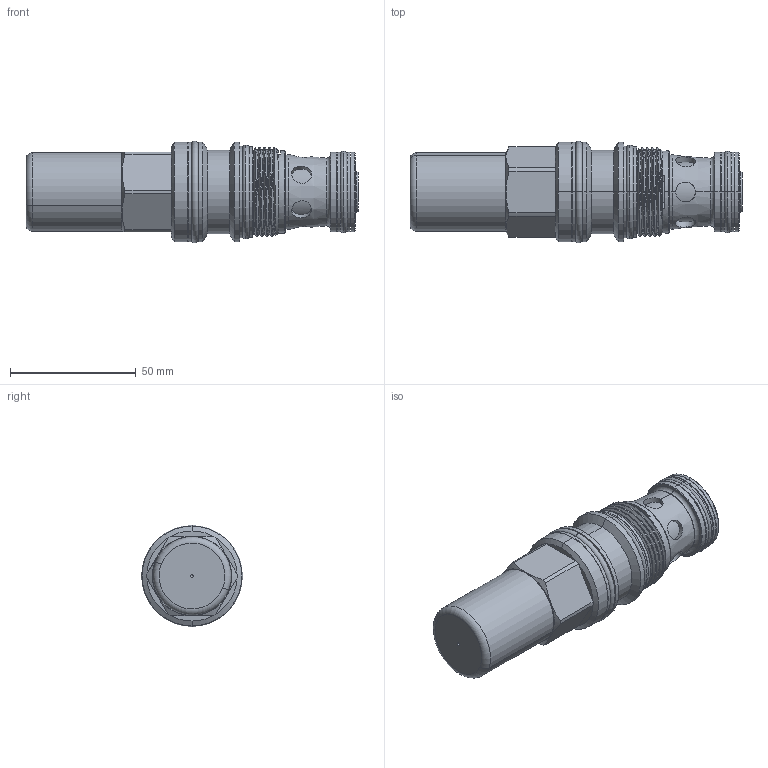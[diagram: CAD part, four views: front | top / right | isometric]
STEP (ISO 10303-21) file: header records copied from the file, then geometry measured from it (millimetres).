
FILE_DESCRIPTION (( 'STEP AP203' ), '1' );
FILE_NAME ('CB17A23-C.STEP', '2020-03-18T05:49:02', ( '' ), ( '' ), 'SwSTEP 2.0', 'SolidWorks 2018', '' );
FILE_SCHEMA (( 'CONFIG_CONTROL_DESIGN' ));
Length unit declared in the file: millimetre
Products named in the file (1): CB17A23-C
Bounding box: 131.94 x 40.39 x 40.39 mm (x, y, z)
Volume: 95124.7 mm3; surface area: 32387.7 mm2
Topology: 7 solids, 7 shells, 302 faces, 701 edges, 430 vertices
Faces by surface type: cylinder 137, plane 63, cone 63, torus 30, bspline 7, sphere 2
Entity records: 13020 total; most frequent: CARTESIAN_POINT 6246, DIRECTION 1430, ORIENTED_EDGE 1398, EDGE_CURVE 699, AXIS2_PLACEMENT_3D 609, VERTEX_POINT 430, EDGE_LOOP 335, CIRCLE 313
